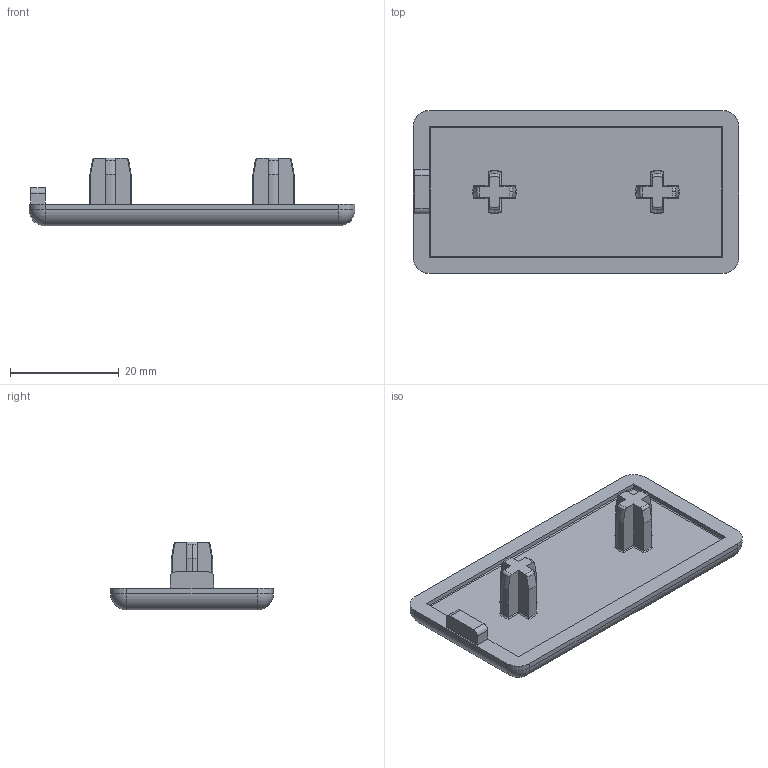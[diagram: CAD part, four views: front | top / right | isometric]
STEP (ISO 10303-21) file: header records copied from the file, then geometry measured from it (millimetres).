
FILE_DESCRIPTION (( 'STEP AP214' ), '1' );
FILE_NAME ('091179.STEP', '2012-02-22T16:58:42', ( 'de01pc046' ), ( 'Fath GmbH' ), 'SwSTEP 2.0', 'SolidWorks 2011', '' );
FILE_SCHEMA (( 'AUTOMOTIVE_DESIGN' ));
Length unit declared in the file: millimetre
Products named in the file (1): 091179
Bounding box: 60 x 30 x 12.5 mm (x, y, z)
Volume: 6091.1 mm3; surface area: 4789.2 mm2
Topology: 1 solids, 1 shells, 107 faces, 268 edges, 162 vertices
Faces by surface type: cylinder 40, plane 33, torus 20, cone 10, sphere 4
Entity records: 3266 total; most frequent: CARTESIAN_POINT 778, ORIENTED_EDGE 528, DIRECTION 498, EDGE_CURVE 264, AXIS2_PLACEMENT_3D 186, VERTEX_POINT 162, VECTOR 126, LINE 126
